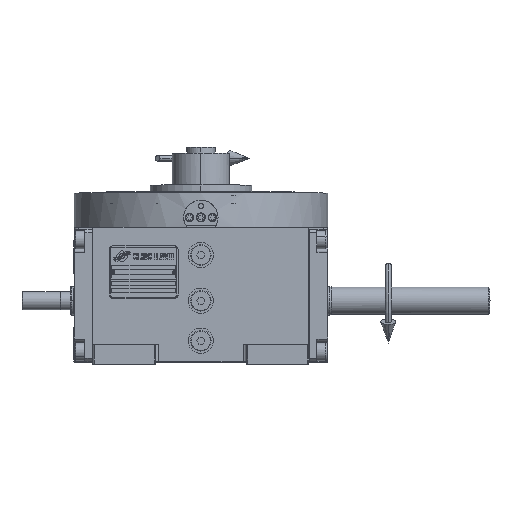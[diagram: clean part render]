
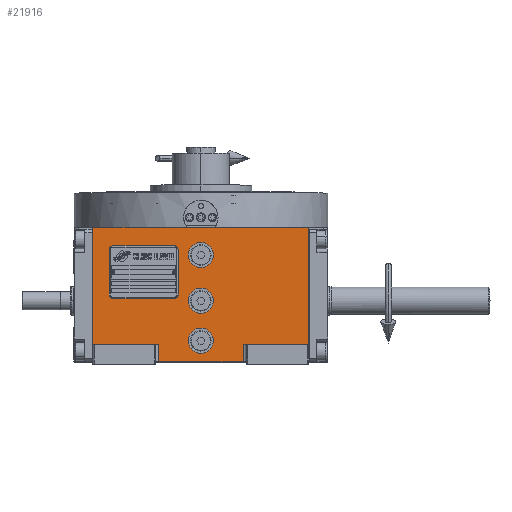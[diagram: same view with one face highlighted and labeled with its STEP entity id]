
A CAD part, top view. The second image highlights one B-rep face of the part: STEP entity #21916.
In plain terms, the highlighted planar face has unit normal (0, 0, 1).
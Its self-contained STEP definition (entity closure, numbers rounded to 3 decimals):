
#441 = AXIS2_PLACEMENT_3D ( 'NONE', #3422, #25541, #35581 ) ;
#1293 = LINE ( 'NONE', #3403, #60694 ) ;
#1684 = CARTESIAN_POINT ( 'NONE',  ( 37., -38.5, 163.5 ) ) ;
#2349 = ORIENTED_EDGE ( 'NONE', *, *, #8807, .F. ) ;
#2741 = FACE_OUTER_BOUND ( 'NONE', #31873, .T. ) ;
#2951 = VECTOR ( 'NONE', #57013, 1000. ) ;
#3403 = CARTESIAN_POINT ( 'NONE',  ( 37., -38.5, 163.5 ) ) ;
#3422 = CARTESIAN_POINT ( 'NONE',  ( 0., 0., 163.5 ) ) ;
#3432 = DIRECTION ( 'NONE',  ( 0., 0., 1. ) ) ;
#4389 = ORIENTED_EDGE ( 'NONE', *, *, #39845, .F. ) ;
#4437 = CARTESIAN_POINT ( 'NONE',  ( 37., -38.5, 163.5 ) ) ;
#4444 = CARTESIAN_POINT ( 'NONE',  ( 0., 0., 163.5 ) ) ;
#6778 = CIRCLE ( 'NONE', #45567, 11. ) ;
#7223 = DIRECTION ( 'NONE',  ( 0., 0., 1. ) ) ;
#7484 = VERTEX_POINT ( 'NONE', #11179 ) ;
#8097 = FACE_BOUND ( 'NONE', #12247, .T. ) ;
#8550 = AXIS2_PLACEMENT_3D ( 'NONE', #64651, #45669, #61411 ) ;
#8715 = CARTESIAN_POINT ( 'NONE',  ( -37., -53.5, 163.5 ) ) ;
#8807 = EDGE_CURVE ( 'NONE', #38354, #12385, #6778, .T. ) ;
#8967 = LINE ( 'NONE', #13284, #13023 ) ;
#9062 = LINE ( 'NONE', #8715, #23604 ) ;
#9092 = DIRECTION ( 'NONE',  ( 1., 0., 0. ) ) ;
#9445 = CIRCLE ( 'NONE', #26584, 11. ) ;
#10092 = DIRECTION ( 'NONE',  ( 0., 0., 1. ) ) ;
#10594 = VECTOR ( 'NONE', #38030, 1000. ) ;
#11179 = CARTESIAN_POINT ( 'NONE',  ( -94.5, -38.5, 163.5 ) ) ;
#11247 = ORIENTED_EDGE ( 'NONE', *, *, #56269, .T. ) ;
#11427 = CARTESIAN_POINT ( 'NONE',  ( -94.5, 64.5, 163.5 ) ) ;
#11503 = DIRECTION ( 'NONE',  ( 0., 1., 0. ) ) ;
#12247 = EDGE_LOOP ( 'NONE', ( #38690, #2349 ) ) ;
#12385 = VERTEX_POINT ( 'NONE', #61798 ) ;
#12563 = AXIS2_PLACEMENT_3D ( 'NONE', #4444, #64429, #9092 ) ;
#12595 = CARTESIAN_POINT ( 'NONE',  ( 0., -35., 163.5 ) ) ;
#12623 = ORIENTED_EDGE ( 'NONE', *, *, #68880, .F. ) ;
#12989 = CIRCLE ( 'NONE', #441, 11. ) ;
#13023 = VECTOR ( 'NONE', #40767, 1000. ) ;
#13284 = CARTESIAN_POINT ( 'NONE',  ( -94.5, 64.5, 163.5 ) ) ;
#17667 = VERTEX_POINT ( 'NONE', #19498 ) ;
#17886 = EDGE_CURVE ( 'NONE', #7484, #40173, #26241, .T. ) ;
#19498 = CARTESIAN_POINT ( 'NONE',  ( -11., 40., 163.5 ) ) ;
#19683 = EDGE_CURVE ( 'NONE', #59405, #17667, #9445, .T. ) ;
#20461 = CARTESIAN_POINT ( 'NONE',  ( -37., -53.5, 163.5 ) ) ;
#21234 = LINE ( 'NONE', #50052, #67064 ) ;
#21868 = DIRECTION ( 'NONE',  ( 1., 0., 0. ) ) ;
#21916 = ADVANCED_FACE ( 'NONE', ( #29166, #8097, #35595, #2741 ), #24521, .T. ) ;
#21959 = CARTESIAN_POINT ( 'NONE',  ( -94.5, -38.5, 163.5 ) ) ;
#22654 = VERTEX_POINT ( 'NONE', #26606 ) ;
#23604 = VECTOR ( 'NONE', #46586, 1000. ) ;
#23605 = CARTESIAN_POINT ( 'NONE',  ( 11., 40., 163.5 ) ) ;
#23668 = DIRECTION ( 'NONE',  ( -1., 0., 0. ) ) ;
#24521 = PLANE ( 'NONE',  #61009 ) ;
#24527 = LINE ( 'NONE', #1684, #2951 ) ;
#24599 = CARTESIAN_POINT ( 'NONE',  ( 94.5, -38.5, 163.5 ) ) ;
#25541 = DIRECTION ( 'NONE',  ( 0., 0., 1. ) ) ;
#25554 = CARTESIAN_POINT ( 'NONE',  ( -94.5, -53.5, 163.5 ) ) ;
#26241 = LINE ( 'NONE', #21959, #10594 ) ;
#26584 = AXIS2_PLACEMENT_3D ( 'NONE', #70061, #10092, #21868 ) ;
#26606 = CARTESIAN_POINT ( 'NONE',  ( 11., 0., 163.5 ) ) ;
#28164 = CARTESIAN_POINT ( 'NONE',  ( -11., -35., 163.5 ) ) ;
#29166 = FACE_BOUND ( 'NONE', #39502, .T. ) ;
#30299 = ORIENTED_EDGE ( 'NONE', *, *, #34946, .T. ) ;
#30668 = DIRECTION ( 'NONE',  ( 0., 1., 0. ) ) ;
#30901 = DIRECTION ( 'NONE',  ( 1., 0., 0. ) ) ;
#31873 = EDGE_LOOP ( 'NONE', ( #11247, #66138, #49271, #69063, #4389, #43279, #30299, #12623 ) ) ;
#32299 = CARTESIAN_POINT ( 'NONE',  ( -37., -38.5, 163.5 ) ) ;
#33889 = VERTEX_POINT ( 'NONE', #32299 ) ;
#34946 = EDGE_CURVE ( 'NONE', #7484, #33889, #21234, .T. ) ;
#35581 = DIRECTION ( 'NONE',  ( -1., 0., 0. ) ) ;
#35595 = FACE_BOUND ( 'NONE', #50571, .T. ) ;
#35983 = EDGE_CURVE ( 'NONE', #49935, #51330, #1293, .T. ) ;
#36506 = VERTEX_POINT ( 'NONE', #36521 ) ;
#36521 = CARTESIAN_POINT ( 'NONE',  ( 94.5, 64.5, 163.5 ) ) ;
#37276 = CARTESIAN_POINT ( 'NONE',  ( 37., -53.5, 163.5 ) ) ;
#37740 = VERTEX_POINT ( 'NONE', #20461 ) ;
#38030 = DIRECTION ( 'NONE',  ( 0., 1., 0. ) ) ;
#38354 = VERTEX_POINT ( 'NONE', #28164 ) ;
#38690 = ORIENTED_EDGE ( 'NONE', *, *, #38753, .F. ) ;
#38753 = EDGE_CURVE ( 'NONE', #12385, #38354, #60795, .T. ) ;
#39502 = EDGE_LOOP ( 'NONE', ( #52716, #67387 ) ) ;
#39845 = EDGE_CURVE ( 'NONE', #40173, #36506, #8967, .T. ) ;
#40173 = VERTEX_POINT ( 'NONE', #11427 ) ;
#40767 = DIRECTION ( 'NONE',  ( 1., 0., 0. ) ) ;
#40962 = CARTESIAN_POINT ( 'NONE',  ( -11., 0., 163.5 ) ) ;
#41035 = CIRCLE ( 'NONE', #12563, 11. ) ;
#41352 = LINE ( 'NONE', #24599, #46369 ) ;
#43279 = ORIENTED_EDGE ( 'NONE', *, *, #17886, .F. ) ;
#44086 = EDGE_CURVE ( 'NONE', #51330, #36506, #41352, .T. ) ;
#45567 = AXIS2_PLACEMENT_3D ( 'NONE', #12595, #7223, #23668 ) ;
#45669 = DIRECTION ( 'NONE',  ( 0., 0., 1. ) ) ;
#46308 = DIRECTION ( 'NONE',  ( 1., 0., 0. ) ) ;
#46369 = VECTOR ( 'NONE', #30668, 1000. ) ;
#46586 = DIRECTION ( 'NONE',  ( 1., 0., 0. ) ) ;
#48210 = DIRECTION ( 'NONE',  ( 1., 0., 0. ) ) ;
#48418 = VECTOR ( 'NONE', #11503, 1000. ) ;
#49271 = ORIENTED_EDGE ( 'NONE', *, *, #35983, .T. ) ;
#49366 = CARTESIAN_POINT ( 'NONE',  ( -37., -53.5, 163.5 ) ) ;
#49935 = VERTEX_POINT ( 'NONE', #4437 ) ;
#50052 = CARTESIAN_POINT ( 'NONE',  ( -94.5, -38.5, 163.5 ) ) ;
#50571 = EDGE_LOOP ( 'NONE', ( #60098, #67147 ) ) ;
#51330 = VERTEX_POINT ( 'NONE', #52522 ) ;
#52522 = CARTESIAN_POINT ( 'NONE',  ( 94.5, -38.5, 163.5 ) ) ;
#52716 = ORIENTED_EDGE ( 'NONE', *, *, #61863, .F. ) ;
#53386 = DIRECTION ( 'NONE',  ( 1., 0., 0. ) ) ;
#53959 = AXIS2_PLACEMENT_3D ( 'NONE', #59297, #64646, #48210 ) ;
#55073 = LINE ( 'NONE', #49366, #48418 ) ;
#55552 = EDGE_CURVE ( 'NONE', #49935, #56214, #24527, .T. ) ;
#56214 = VERTEX_POINT ( 'NONE', #37276 ) ;
#56269 = EDGE_CURVE ( 'NONE', #37740, #56214, #9062, .T. ) ;
#57013 = DIRECTION ( 'NONE',  ( 0., -1., 0. ) ) ;
#59297 = CARTESIAN_POINT ( 'NONE',  ( 0., -35., 163.5 ) ) ;
#59405 = VERTEX_POINT ( 'NONE', #23605 ) ;
#60098 = ORIENTED_EDGE ( 'NONE', *, *, #19683, .F. ) ;
#60694 = VECTOR ( 'NONE', #30901, 1000. ) ;
#60795 = CIRCLE ( 'NONE', #53959, 11. ) ;
#61009 = AXIS2_PLACEMENT_3D ( 'NONE', #25554, #3432, #46308 ) ;
#61411 = DIRECTION ( 'NONE',  ( -1., 0., 0. ) ) ;
#61798 = CARTESIAN_POINT ( 'NONE',  ( 11., -35., 163.5 ) ) ;
#61863 = EDGE_CURVE ( 'NONE', #22654, #64803, #41035, .T. ) ;
#64429 = DIRECTION ( 'NONE',  ( 0., 0., 1. ) ) ;
#64646 = DIRECTION ( 'NONE',  ( 0., 0., 1. ) ) ;
#64651 = CARTESIAN_POINT ( 'NONE',  ( 0., 40., 163.5 ) ) ;
#64803 = VERTEX_POINT ( 'NONE', #40962 ) ;
#66138 = ORIENTED_EDGE ( 'NONE', *, *, #55552, .F. ) ;
#66709 = CIRCLE ( 'NONE', #8550, 11. ) ;
#67064 = VECTOR ( 'NONE', #53386, 1000. ) ;
#67147 = ORIENTED_EDGE ( 'NONE', *, *, #69412, .F. ) ;
#67387 = ORIENTED_EDGE ( 'NONE', *, *, #70271, .F. ) ;
#68880 = EDGE_CURVE ( 'NONE', #37740, #33889, #55073, .T. ) ;
#69063 = ORIENTED_EDGE ( 'NONE', *, *, #44086, .T. ) ;
#69412 = EDGE_CURVE ( 'NONE', #17667, #59405, #66709, .T. ) ;
#70061 = CARTESIAN_POINT ( 'NONE',  ( 0., 40., 163.5 ) ) ;
#70271 = EDGE_CURVE ( 'NONE', #64803, #22654, #12989, .T. ) ;
